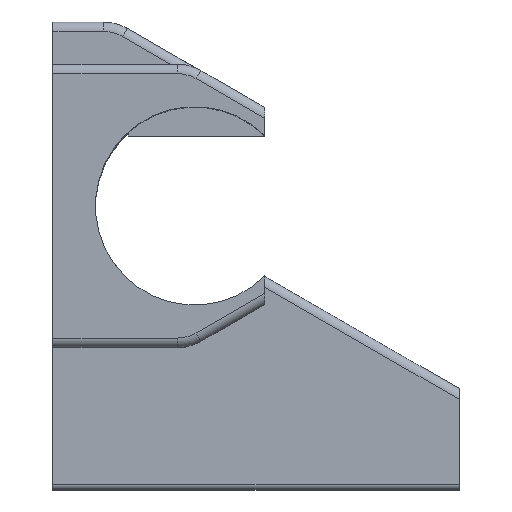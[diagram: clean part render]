
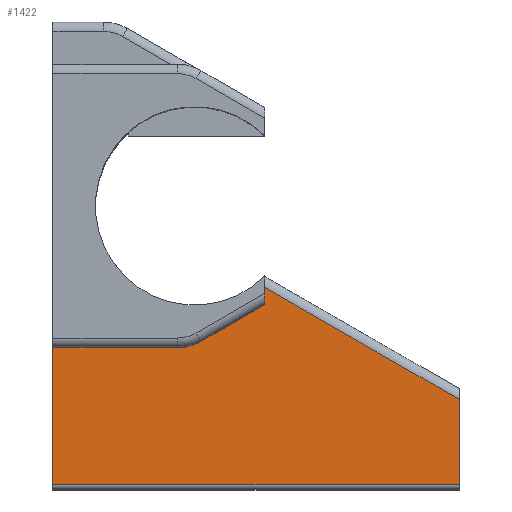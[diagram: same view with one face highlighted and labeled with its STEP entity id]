
A CAD part, top view. The second image highlights one B-rep face of the part: STEP entity #1422.
In plain terms, the highlighted planar face has unit normal (0, 0, 1).
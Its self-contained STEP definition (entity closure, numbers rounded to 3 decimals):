
#49=PLANE('',#1576);
#92=LINE('',#2150,#228);
#114=LINE('',#2210,#250);
#120=LINE('',#2233,#256);
#123=LINE('',#2240,#259);
#166=LINE('',#2399,#302);
#168=LINE('',#2404,#304);
#169=LINE('',#2405,#305);
#228=VECTOR('',#1675,10.);
#250=VECTOR('',#1725,10.);
#256=VECTOR('',#1749,10.);
#259=VECTOR('',#1758,10.);
#302=VECTOR('',#1915,10.);
#304=VECTOR('',#1921,10.);
#305=VECTOR('',#1922,10.);
#381=CIRCLE('',#1516,5.);
#461=FACE_OUTER_BOUND('',#541,.T.);
#541=EDGE_LOOP('',(#1168,#1169,#1170,#1171,#1172,#1173,#1174,#1175));
#612=VERTEX_POINT('',#2147);
#613=VERTEX_POINT('',#2149);
#637=VERTEX_POINT('',#2208);
#644=VERTEX_POINT('',#2230);
#645=VERTEX_POINT('',#2232);
#646=VERTEX_POINT('',#2236);
#692=VERTEX_POINT('',#2396);
#693=VERTEX_POINT('',#2398);
#751=EDGE_CURVE('',#612,#613,#92,.T.);
#782=EDGE_CURVE('',#637,#612,#114,.T.);
#793=EDGE_CURVE('',#644,#645,#120,.T.);
#796=EDGE_CURVE('',#646,#644,#381,.F.);
#797=EDGE_CURVE('',#613,#646,#123,.T.);
#872=EDGE_CURVE('',#692,#693,#166,.T.);
#875=EDGE_CURVE('',#693,#637,#168,.T.);
#876=EDGE_CURVE('',#645,#692,#169,.T.);
#1168=ORIENTED_EDGE('',*,*,#782,.F.);
#1169=ORIENTED_EDGE('',*,*,#875,.F.);
#1170=ORIENTED_EDGE('',*,*,#872,.F.);
#1171=ORIENTED_EDGE('',*,*,#876,.F.);
#1172=ORIENTED_EDGE('',*,*,#793,.F.);
#1173=ORIENTED_EDGE('',*,*,#796,.F.);
#1174=ORIENTED_EDGE('',*,*,#797,.F.);
#1175=ORIENTED_EDGE('',*,*,#751,.F.);
#1422=ADVANCED_FACE('',(#461),#49,.T.);
#1516=AXIS2_PLACEMENT_3D('',#2238,#1754,#1755);
#1576=AXIS2_PLACEMENT_3D('',#2403,#1919,#1920);
#1675=DIRECTION('',(0.,1.,0.));
#1725=DIRECTION('',(-1.,0.,0.));
#1749=DIRECTION('',(0.866,0.5,0.));
#1754=DIRECTION('center_axis',(0.,0.,-1.));
#1755=DIRECTION('ref_axis',(0.259,-0.966,0.));
#1758=DIRECTION('',(1.,0.,0.));
#1915=DIRECTION('',(0.866,-0.5,0.));
#1919=DIRECTION('center_axis',(0.,0.,1.));
#1920=DIRECTION('ref_axis',(1.,0.,0.));
#1921=DIRECTION('',(0.,-1.,0.));
#1922=DIRECTION('',(0.,1.,0.));
#2147=CARTESIAN_POINT('',(-15.,-29.5,15.));
#2149=CARTESIAN_POINT('',(-15.,-15.,15.));
#2150=CARTESIAN_POINT('',(-15.,-30.,15.));
#2208=CARTESIAN_POINT('',(28.,-29.5,15.));
#2210=CARTESIAN_POINT('',(8.06,-29.5,15.));
#2230=CARTESIAN_POINT('',(0.66,-14.33,15.));
#2232=CARTESIAN_POINT('',(7.425,-10.425,15.));
#2233=CARTESIAN_POINT('',(-1.73,-15.71,15.));
#2236=CARTESIAN_POINT('',(-1.84,-15.,15.));
#2238=CARTESIAN_POINT('Origin',(-1.84,-10.,15.));
#2240=CARTESIAN_POINT('',(-15.,-15.,15.));
#2396=CARTESIAN_POINT('',(7.425,-8.579,15.));
#2398=CARTESIAN_POINT('',(28.,-20.459,15.));
#2399=CARTESIAN_POINT('',(20.258,-15.989,15.));
#2403=CARTESIAN_POINT('Origin',(8.12,-20.288,15.));
#2404=CARTESIAN_POINT('',(28.,-27.,15.));
#2405=CARTESIAN_POINT('',(7.425,-15.356,15.));
